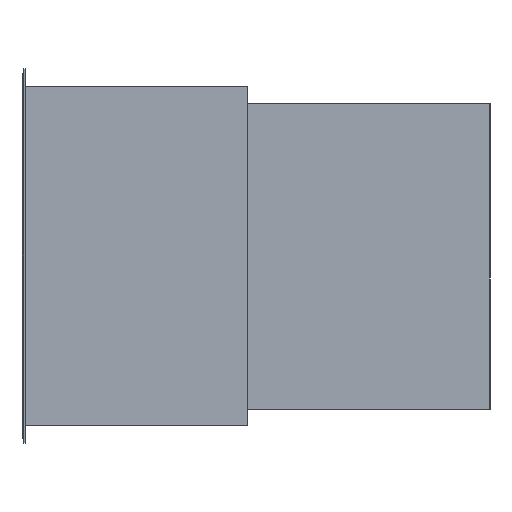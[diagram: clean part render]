
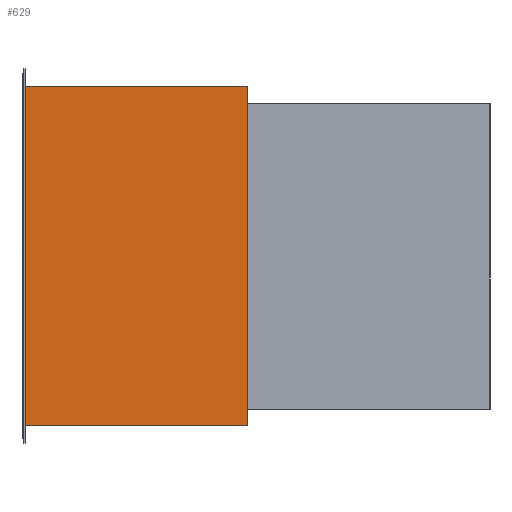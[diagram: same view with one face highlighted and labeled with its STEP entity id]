
A CAD part, left-side view. The second image highlights one B-rep face of the part: STEP entity #629.
In plain terms, the highlighted planar face has unit normal (-1, 0, 0).
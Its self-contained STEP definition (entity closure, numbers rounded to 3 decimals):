
#70=FACE_OUTER_BOUND('',#109,.T.);
#109=EDGE_LOOP('',(#541,#542,#543,#544));
#170=LINE('',#1010,#241);
#183=LINE('',#1037,#254);
#184=LINE('',#1040,#255);
#185=LINE('',#1041,#256);
#241=VECTOR('',#826,10.);
#254=VECTOR('',#859,10.);
#255=VECTOR('',#862,10.);
#256=VECTOR('',#863,10.);
#307=VERTEX_POINT('',#1007);
#308=VERTEX_POINT('',#1009);
#312=VERTEX_POINT('',#1035);
#313=VERTEX_POINT('',#1039);
#380=EDGE_CURVE('',#307,#308,#170,.T.);
#393=EDGE_CURVE('',#312,#308,#183,.T.);
#394=EDGE_CURVE('',#313,#312,#184,.T.);
#395=EDGE_CURVE('',#313,#307,#185,.T.);
#541=ORIENTED_EDGE('',*,*,#394,.T.);
#542=ORIENTED_EDGE('',*,*,#393,.T.);
#543=ORIENTED_EDGE('',*,*,#380,.F.);
#544=ORIENTED_EDGE('',*,*,#395,.F.);
#593=PLANE('',#697);
#629=ADVANCED_FACE('',(#70),#593,.T.);
#697=AXIS2_PLACEMENT_3D('',#1038,#860,#861);
#826=DIRECTION('',(0.,0.,1.));
#859=DIRECTION('',(0.,1.,0.));
#860=DIRECTION('center_axis',(-1.,0.,0.));
#861=DIRECTION('ref_axis',(0.,0.,1.));
#862=DIRECTION('',(0.,0.,1.));
#863=DIRECTION('',(0.,1.,0.));
#1007=CARTESIAN_POINT('',(-566.,256.2,-196.));
#1009=CARTESIAN_POINT('',(-566.,256.2,196.));
#1010=CARTESIAN_POINT('',(-566.,256.2,-196.));
#1035=CARTESIAN_POINT('',(-566.,0.,196.));
#1037=CARTESIAN_POINT('',(-566.,0.,196.));
#1038=CARTESIAN_POINT('Origin',(-566.,0.,-196.));
#1039=CARTESIAN_POINT('',(-566.,0.,-196.));
#1040=CARTESIAN_POINT('',(-566.,0.,-196.));
#1041=CARTESIAN_POINT('',(-566.,0.,-196.));
